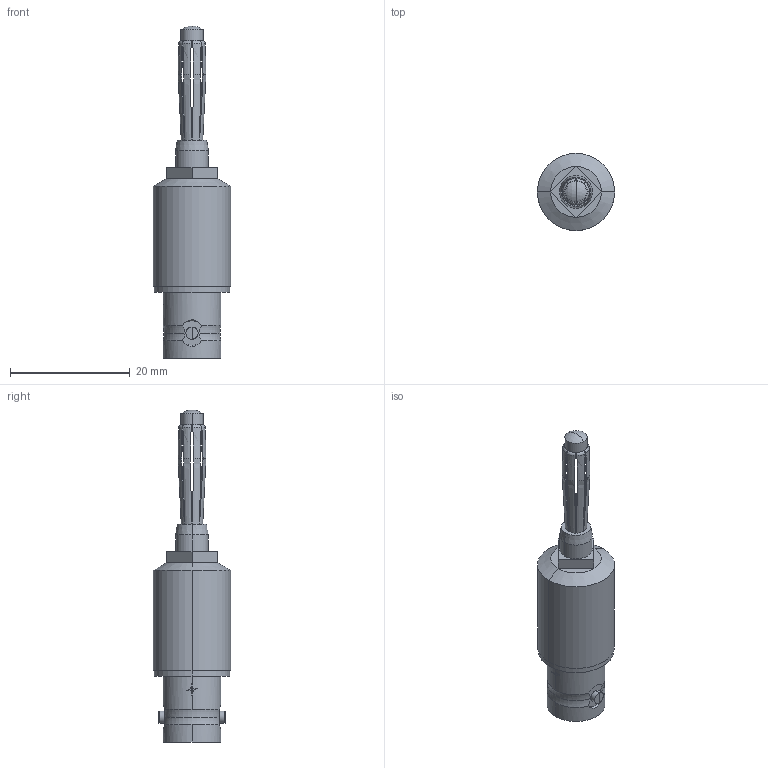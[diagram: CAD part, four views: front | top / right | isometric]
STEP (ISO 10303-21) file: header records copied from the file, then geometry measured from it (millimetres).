
FILE_DESCRIPTION (( 'STEP AP214' ), '1' );
FILE_NAME ('J01008A0624.STEP', '2019-07-04T09:48:35', ( '' ), ( '' ), 'SwSTEP 2.0', 'SolidWorks 2018', '' );
FILE_SCHEMA (( 'AUTOMOTIVE_DESIGN' ));
Length unit declared in the file: millimetre
Products named in the file (1): J01008A0624
Bounding box: 12.9 x 12.9 x 55.5 mm (x, y, z)
Volume: 3361 mm3; surface area: 1981.8 mm2
Topology: 2 solids, 2 shells, 261 faces, 685 edges, 436 vertices
Faces by surface type: plane 134, cylinder 57, cone 46, torus 20, sphere 4
Entity records: 11346 total; most frequent: CARTESIAN_POINT 2469, ORIENTED_EDGE 1370, DIRECTION 1125, EDGE_CURVE 685, AXIS2_PLACEMENT_3D 442, VERTEX_POINT 436, EDGE_LOOP 269, UNCERTAINTY_MEASURE_WITH_UNIT 264
